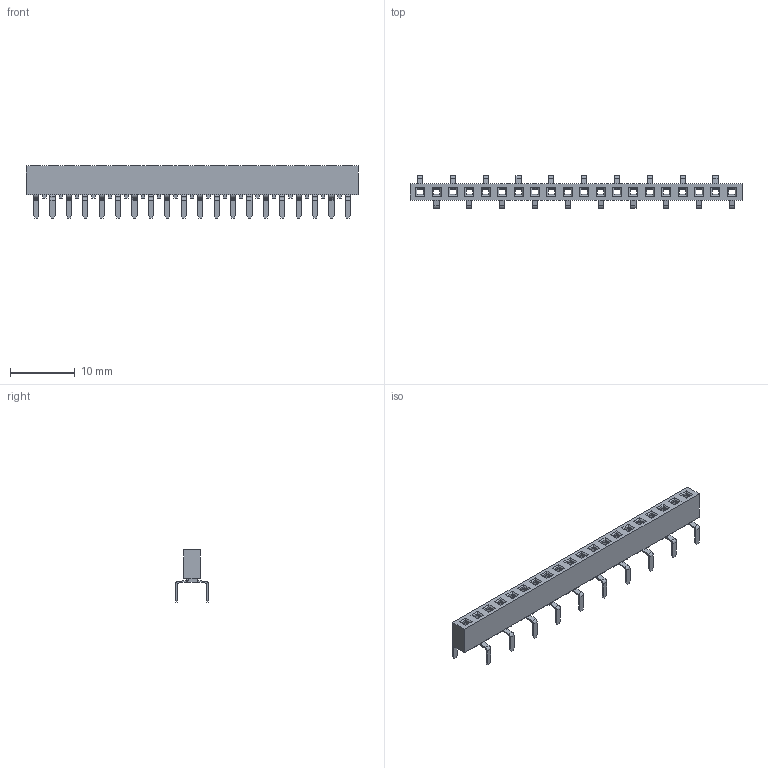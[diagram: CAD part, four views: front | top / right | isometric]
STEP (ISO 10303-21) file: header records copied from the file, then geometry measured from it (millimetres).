
FILE_DESCRIPTION(/* description */ ('Unknown'),/* implementation_level */ '2;1');
FILE_NAME(/* name */ 'J_Wurth_WR-PHD_61302015721',/* time_stamp */ '2025-04-18T10:07:26+08:00',/* author */ ('Unknown'),/* organization */ ('Unknown'),/* preprocessor_version */ 'ST-DEVELOPER v19.4',/* originating_system */ 'Solid Edge',/* authorisation */ 'Unknown');
FILE_SCHEMA (('AUTOMOTIVE_DESIGN {1 0 10303 214 3 1 1}'));
Products named in the file (2): J_Wurth_WR-PHD_61302015721
Assembly tree (1 placements, depth 2):
  J_Wurth_WR-PHD_61302015721
    J_Wurth_WR-PHD_61302015721
Bounding box: 51.4 x 5.08 x 8.1 mm (x, y, z)
Volume: 428.7 mm3; surface area: 2447 mm2
Topology: 21 solids, 21 shells, 2443 faces, 6604 edges, 4164 vertices
Faces by surface type: plane 1483, cylinder 920, bspline 20, torus 20
Full cylindrical faces by diameter (mm): 0.01 x20, 0.51 x20
Entity records: 76400 total; most frequent: CARTESIAN_POINT 15513, ORIENTED_EDGE 12968, DIRECTION 12254, EDGE_CURVE 6484, LINE 4284, VECTOR 4284, VERTEX_POINT 4124, AXIS2_PLACEMENT_3D 3985
